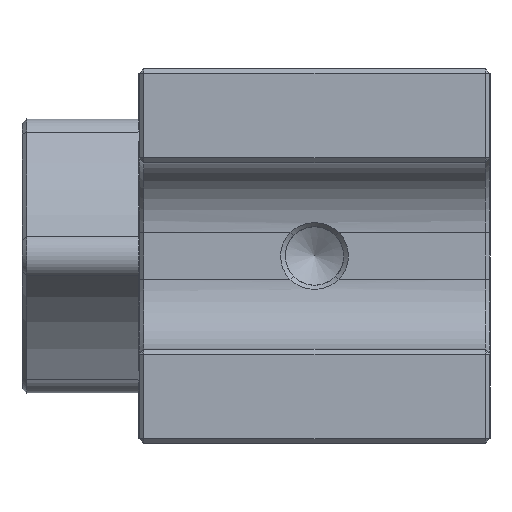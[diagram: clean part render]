
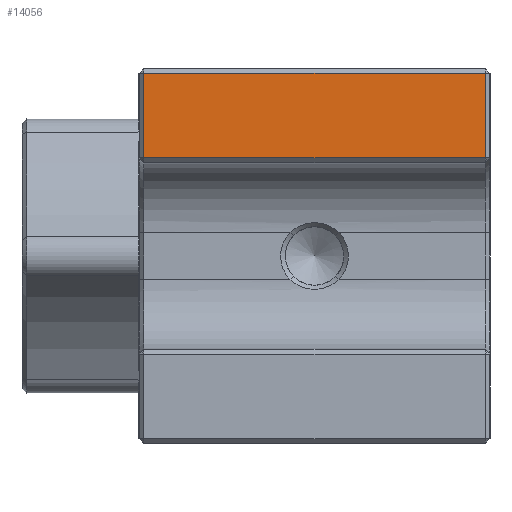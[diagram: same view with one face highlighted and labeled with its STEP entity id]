
A CAD part, front view. The second image highlights one B-rep face of the part: STEP entity #14056.
In plain terms, the highlighted planar face has unit normal (0, -1, 0).
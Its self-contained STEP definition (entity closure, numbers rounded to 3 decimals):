
#5655=CARTESIAN_POINT('',(15.2,-2.945,-15.8));
#5656=VERTEX_POINT('',#5655);
#5949=CARTESIAN_POINT('',(29.8,-2.945,-15.8));
#5950=VERTEX_POINT('',#5949);
#10103=CARTESIAN_POINT('',(29.8,-2.945,-12.2));
#10104=VERTEX_POINT('',#10103);
#10194=CARTESIAN_POINT('',(29.8,-2.945,-15.8));
#10195=DIRECTION('',(-1.0,0.0,0.0));
#10196=VECTOR('',#10195,14.6);
#10197=LINE('',#10194,#10196);
#10198=EDGE_CURVE('',#5950,#5656,#10197,.T.);
#10386=CARTESIAN_POINT('',(15.2,-2.945,-12.2));
#10387=VERTEX_POINT('',#10386);
#10410=CARTESIAN_POINT('',(15.2,-2.945,-15.8));
#10411=DIRECTION('',(0.0,0.0,1.0));
#10412=VECTOR('',#10411,3.6);
#10413=LINE('',#10410,#10412);
#10414=EDGE_CURVE('',#5656,#10387,#10413,.T.);
#10427=CARTESIAN_POINT('',(15.2,-2.945,-12.2));
#10428=DIRECTION('',(1.0,0.0,0.0));
#10429=VECTOR('',#10428,14.6);
#10430=LINE('',#10427,#10429);
#10431=EDGE_CURVE('',#10387,#10104,#10430,.T.);
#13953=CARTESIAN_POINT('',(29.8,-2.945,-12.2));
#13954=DIRECTION('',(0.0,0.0,-1.0));
#13955=VECTOR('',#13954,3.6);
#13956=LINE('',#13953,#13955);
#13957=EDGE_CURVE('',#10104,#5950,#13956,.T.);
#14045=CARTESIAN_POINT('',(15.,-2.945,0.0));
#14046=DIRECTION('',(0.0,-1.0,0.0));
#14047=DIRECTION('',(0.0,0.0,-1.0));
#14048=AXIS2_PLACEMENT_3D('',#14045,#14046,#14047);
#14049=PLANE('',#14048);
#14050=ORIENTED_EDGE('',*,*,#10198,.F.);
#14051=ORIENTED_EDGE('',*,*,#13957,.F.);
#14052=ORIENTED_EDGE('',*,*,#10431,.F.);
#14053=ORIENTED_EDGE('',*,*,#10414,.F.);
#14054=EDGE_LOOP('',(#14050,#14051,#14052,#14053));
#14055=FACE_OUTER_BOUND('',#14054,.T.);
#14056=ADVANCED_FACE('',(#14055),#14049,.T.);
